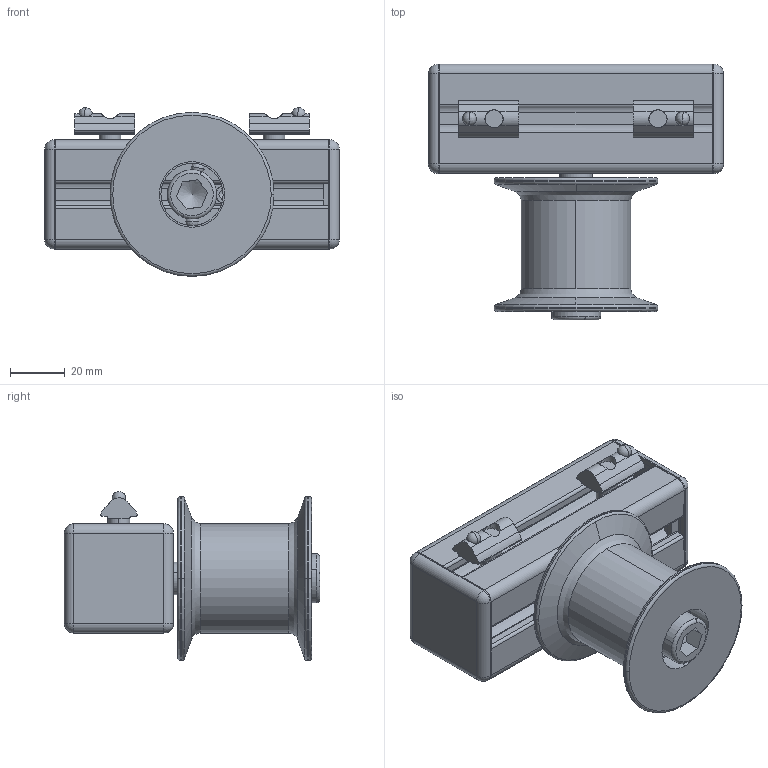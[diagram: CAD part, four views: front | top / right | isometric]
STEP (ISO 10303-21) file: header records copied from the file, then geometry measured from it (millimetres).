
FILE_DESCRIPTION((''),'2;1');
FILE_NAME('SZ8045S.stp','2009-07-27T14:03:50',(''),(''),'Mechanical Desktop 2007','Mechanical Desktop 2007',', , ');
FILE_SCHEMA(('CONFIG_CONTROL_DESIGN'));
Length unit declared in the file: millimetre
Products named in the file (2): SZ8045SA; SZ8045S
Assembly tree (1 placements, depth 2):
  SZ8045SA
    SZ8045S
Bounding box: 108 x 93.5 x 61.77 mm (x, y, z)
Volume: 128843.8 mm3; surface area: 105464.7 mm2
Topology: 25 solids, 25 shells, 692 faces, 1922 edges, 1253 vertices
Faces by surface type: cylinder 340, plane 238, bspline 38, cone 30, torus 30, sphere 16
Full cylindrical faces by diameter (mm): 6.8 x3
Entity records: 28253 total; most frequent: CARTESIAN_POINT 10286, DIRECTION 3818, ORIENTED_EDGE 3738, EDGE_CURVE 1869, AXIS2_PLACEMENT_3D 1457, VERTEX_POINT 1247, VECTOR 904, LINE 904
